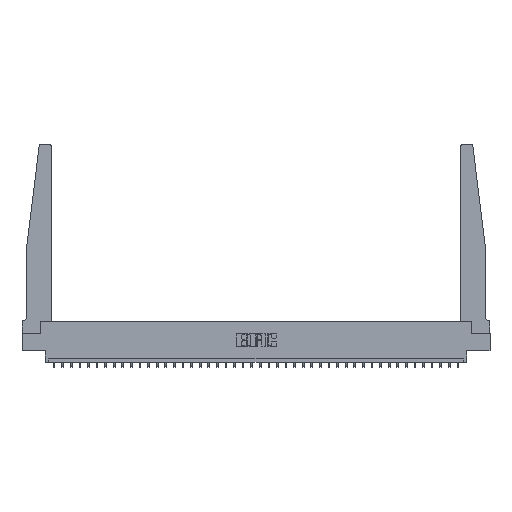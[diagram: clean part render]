
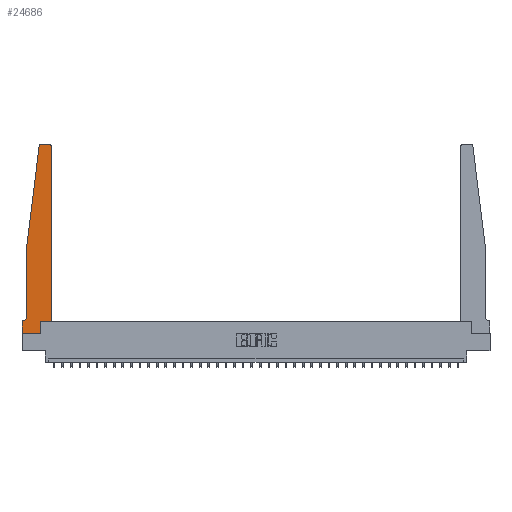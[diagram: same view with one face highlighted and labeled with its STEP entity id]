
A CAD part, top view. The second image highlights one B-rep face of the part: STEP entity #24686.
In plain terms, the highlighted planar face has unit normal (0, 0, 1).
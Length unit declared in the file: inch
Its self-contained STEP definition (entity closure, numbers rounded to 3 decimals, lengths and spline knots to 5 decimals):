
#80 = EDGE_CURVE ( 'NONE', #19777, #29748, #19520, .T. ) ;
#423 = VERTEX_POINT ( 'NONE', #13484 ) ;
#1490 = ORIENTED_EDGE ( 'NONE', *, *, #80, .T. ) ;
#1776 = EDGE_CURVE ( 'NONE', #9234, #19777, #24326, .T. ) ;
#1969 = CARTESIAN_POINT ( 'NONE',  ( 0.425, 0.18, 0.37 ) ) ;
#2257 = CARTESIAN_POINT ( 'NONE',  ( 0.065, 1.25, 0.37 ) ) ;
#2672 = VECTOR ( 'NONE', #31166, 39.37008 ) ;
#2800 = ORIENTED_EDGE ( 'NONE', *, *, #15499, .T. ) ;
#3475 = VECTOR ( 'NONE', #28930, 39.37008 ) ;
#4018 = ORIENTED_EDGE ( 'NONE', *, *, #1776, .T. ) ;
#4143 = CIRCLE ( 'NONE', #9520, 0.03 ) ;
#4532 = ORIENTED_EDGE ( 'NONE', *, *, #16708, .T. ) ;
#5199 = EDGE_CURVE ( 'NONE', #12487, #9234, #23526, .T. ) ;
#5270 = ORIENTED_EDGE ( 'NONE', *, *, #30131, .T. ) ;
#5610 = VECTOR ( 'NONE', #32857, 39.37008 ) ;
#5620 = DIRECTION ( 'NONE',  ( -1., 0., 0. ) ) ;
#6306 = EDGE_CURVE ( 'NONE', #12965, #8237, #8321, .T. ) ;
#6707 = LINE ( 'NONE', #21743, #33746 ) ;
#7582 = DIRECTION ( 'NONE',  ( 0., 0., 1. ) ) ;
#8237 = VERTEX_POINT ( 'NONE', #9803 ) ;
#8241 = VECTOR ( 'NONE', #26495, 39.37008 ) ;
#8321 = LINE ( 'NONE', #1969, #15235 ) ;
#8713 = DIRECTION ( 'NONE',  ( -1., 0., 0. ) ) ;
#9140 = ORIENTED_EDGE ( 'NONE', *, *, #5199, .T. ) ;
#9234 = VERTEX_POINT ( 'NONE', #21540 ) ;
#9520 = AXIS2_PLACEMENT_3D ( 'NONE', #23231, #7582, #25828 ) ;
#9803 = CARTESIAN_POINT ( 'NONE',  ( 0.425, 2.72, 0.37 ) ) ;
#10237 = DIRECTION ( 'NONE',  ( 0., 0., 1. ) ) ;
#10865 = CARTESIAN_POINT ( 'NONE',  ( 0.065, 1.25, 0.37 ) ) ;
#11348 = EDGE_CURVE ( 'NONE', #17194, #423, #6707, .T. ) ;
#11895 = DIRECTION ( 'NONE',  ( 1., 0., 0. ) ) ;
#11952 = CARTESIAN_POINT ( 'NONE',  ( 0.2605, 0., 0.37 ) ) ;
#12460 = VERTEX_POINT ( 'NONE', #18552 ) ;
#12487 = VERTEX_POINT ( 'NONE', #18666 ) ;
#12765 = LINE ( 'NONE', #28718, #25837 ) ;
#12965 = VERTEX_POINT ( 'NONE', #31210 ) ;
#13248 = CARTESIAN_POINT ( 'NONE',  ( 0., 0., 0.37 ) ) ;
#13404 = LINE ( 'NONE', #20485, #32670 ) ;
#13456 = CIRCLE ( 'NONE', #28893, 0.05 ) ;
#13484 = CARTESIAN_POINT ( 'NONE',  ( 0.27653, 2.75, 0.37 ) ) ;
#15001 = DIRECTION ( 'NONE',  ( 0., 1., 0. ) ) ;
#15235 = VECTOR ( 'NONE', #15001, 39.37008 ) ;
#15472 = VERTEX_POINT ( 'NONE', #33423 ) ;
#15499 = EDGE_CURVE ( 'NONE', #29748, #12965, #13404, .T. ) ;
#15680 = DIRECTION ( 'NONE',  ( 0., 0., -1. ) ) ;
#16708 = EDGE_CURVE ( 'NONE', #12460, #12487, #30505, .T. ) ;
#17019 = CARTESIAN_POINT ( 'NONE',  ( 0., 0.1875, 0.37 ) ) ;
#17194 = VERTEX_POINT ( 'NONE', #27808 ) ;
#17344 = VECTOR ( 'NONE', #32200, 39.37008 ) ;
#17872 = VERTEX_POINT ( 'NONE', #2257 ) ;
#18552 = CARTESIAN_POINT ( 'NONE',  ( 0.015, 0.1875, 0.37 ) ) ;
#18666 = CARTESIAN_POINT ( 'NONE',  ( 0., 0.1875, 0.37 ) ) ;
#19089 = ORIENTED_EDGE ( 'NONE', *, *, #6306, .T. ) ;
#19142 = CARTESIAN_POINT ( 'NONE',  ( 0., 0., 0.37 ) ) ;
#19266 = ORIENTED_EDGE ( 'NONE', *, *, #25100, .T. ) ;
#19520 = LINE ( 'NONE', #19915, #5610 ) ;
#19777 = VERTEX_POINT ( 'NONE', #11952 ) ;
#19915 = CARTESIAN_POINT ( 'NONE',  ( 0.2605, 0.18, 0.37 ) ) ;
#20174 = CIRCLE ( 'NONE', #33369, 0.03 ) ;
#20485 = CARTESIAN_POINT ( 'NONE',  ( 0.425, 0.18, 0.37 ) ) ;
#20626 = ORIENTED_EDGE ( 'NONE', *, *, #31664, .T. ) ;
#20969 = DIRECTION ( 'NONE',  ( -0.122, -0.992, 0. ) ) ;
#21540 = CARTESIAN_POINT ( 'NONE',  ( 0., 0., 0.37 ) ) ;
#21743 = CARTESIAN_POINT ( 'NONE',  ( 0.25, 2.75, 0.37 ) ) ;
#22094 = AXIS2_PLACEMENT_3D ( 'NONE', #17019, #27542, #11895 ) ;
#22312 = PLANE ( 'NONE',  #22094 ) ;
#22954 = LINE ( 'NONE', #10865, #8241 ) ;
#22978 = FACE_OUTER_BOUND ( 'NONE', #29261, .T. ) ;
#23108 = DIRECTION ( 'NONE',  ( 1., 0., 0. ) ) ;
#23231 = CARTESIAN_POINT ( 'NONE',  ( 0.395, 2.72, 0.37 ) ) ;
#23526 = LINE ( 'NONE', #13248, #3475 ) ;
#24200 = CARTESIAN_POINT ( 'NONE',  ( 0.2605, 0.18, 0.37 ) ) ;
#24326 = LINE ( 'NONE', #19142, #17344 ) ;
#24341 = EDGE_CURVE ( 'NONE', #15472, #17872, #12765, .T. ) ;
#24686 = ADVANCED_FACE ( 'NONE', ( #22978 ), #22312, .T. ) ;
#24697 = CARTESIAN_POINT ( 'NONE',  ( 0.065, 0.2375, 0.37 ) ) ;
#25100 = EDGE_CURVE ( 'NONE', #17872, #30543, #22954, .T. ) ;
#25276 = ORIENTED_EDGE ( 'NONE', *, *, #24341, .T. ) ;
#25392 = ORIENTED_EDGE ( 'NONE', *, *, #25859, .T. ) ;
#25763 = CARTESIAN_POINT ( 'NONE',  ( 0.065, 0.1875, 0.37 ) ) ;
#25828 = DIRECTION ( 'NONE',  ( 1., 0., 0. ) ) ;
#25837 = VECTOR ( 'NONE', #20969, 39.37008 ) ;
#25848 = CARTESIAN_POINT ( 'NONE',  ( 0.27653, 2.72, 0.37 ) ) ;
#25859 = EDGE_CURVE ( 'NONE', #30543, #12460, #13456, .T. ) ;
#26495 = DIRECTION ( 'NONE',  ( 0., -1., 0. ) ) ;
#26837 = ORIENTED_EDGE ( 'NONE', *, *, #11348, .T. ) ;
#27542 = DIRECTION ( 'NONE',  ( 0., 0., 1. ) ) ;
#27808 = CARTESIAN_POINT ( 'NONE',  ( 0.395, 2.75, 0.37 ) ) ;
#28504 = DIRECTION ( 'NONE',  ( 1., 0., 0. ) ) ;
#28718 = CARTESIAN_POINT ( 'NONE',  ( 0.065, 1.25, 0.37 ) ) ;
#28893 = AXIS2_PLACEMENT_3D ( 'NONE', #31391, #15680, #5620 ) ;
#28930 = DIRECTION ( 'NONE',  ( 0., -1., 0. ) ) ;
#29261 = EDGE_LOOP ( 'NONE', ( #26837, #5270, #25276, #19266, #25392, #4532, #9140, #4018, #1490, #2800, #19089, #20626 ) ) ;
#29748 = VERTEX_POINT ( 'NONE', #24200 ) ;
#30131 = EDGE_CURVE ( 'NONE', #423, #15472, #20174, .T. ) ;
#30505 = LINE ( 'NONE', #25763, #2672 ) ;
#30543 = VERTEX_POINT ( 'NONE', #24697 ) ;
#31166 = DIRECTION ( 'NONE',  ( -1., 0., 0. ) ) ;
#31210 = CARTESIAN_POINT ( 'NONE',  ( 0.425, 0.18, 0.37 ) ) ;
#31391 = CARTESIAN_POINT ( 'NONE',  ( 0.015, 0.2375, 0.37 ) ) ;
#31664 = EDGE_CURVE ( 'NONE', #8237, #17194, #4143, .T. ) ;
#32200 = DIRECTION ( 'NONE',  ( 1., 0., 0. ) ) ;
#32670 = VECTOR ( 'NONE', #23108, 39.37008 ) ;
#32857 = DIRECTION ( 'NONE',  ( 0., 1., 0. ) ) ;
#33369 = AXIS2_PLACEMENT_3D ( 'NONE', #25848, #10237, #28504 ) ;
#33423 = CARTESIAN_POINT ( 'NONE',  ( 0.24675, 2.72367, 0.37 ) ) ;
#33746 = VECTOR ( 'NONE', #8713, 39.37008 ) ;
